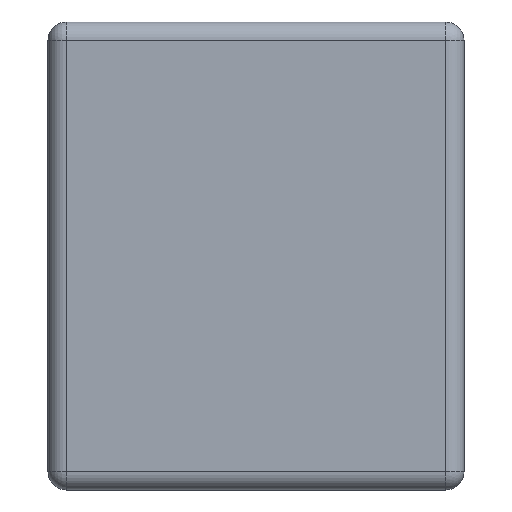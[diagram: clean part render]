
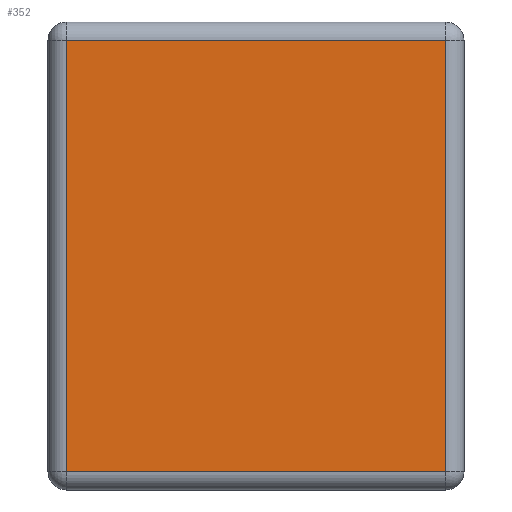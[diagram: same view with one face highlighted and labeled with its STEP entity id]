
A CAD part, left-side view. The second image highlights one B-rep face of the part: STEP entity #352.
In plain terms, the highlighted planar face has unit normal (-1, 0, 0).
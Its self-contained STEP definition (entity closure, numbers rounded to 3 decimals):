
#7 = DIRECTION ( 'NONE',  ( 0., 0., -1. ) ) ;
#90 = DIRECTION ( 'NONE',  ( 1., 0., 0. ) ) ;
#115 = EDGE_CURVE ( 'NONE', #701, #653, #561, .T. ) ;
#124 = CARTESIAN_POINT ( 'NONE',  ( -0.8, 0.365, 0.9 ) ) ;
#133 = LINE ( 'NONE', #977, #481 ) ;
#283 = EDGE_LOOP ( 'NONE', ( #973, #381, #1250, #1235 ) ) ;
#352 = ADVANCED_FACE ( 'NONE', ( #499 ), #405, .F. ) ;
#357 = AXIS2_PLACEMENT_3D ( 'NONE', #1371, #90, #815 ) ;
#381 = ORIENTED_EDGE ( 'NONE', *, *, #517, .T. ) ;
#405 = PLANE ( 'NONE',  #357 ) ;
#427 = CARTESIAN_POINT ( 'NONE',  ( -0.8, -0.365, 0.035 ) ) ;
#445 = DIRECTION ( 'NONE',  ( 0., -1., 0. ) ) ;
#481 = VECTOR ( 'NONE', #445, 1000. ) ;
#499 = FACE_OUTER_BOUND ( 'NONE', #283, .T. ) ;
#517 = EDGE_CURVE ( 'NONE', #943, #701, #133, .T. ) ;
#561 = LINE ( 'NONE', #1214, #971 ) ;
#591 = VECTOR ( 'NONE', #1078, 1000. ) ;
#652 = CARTESIAN_POINT ( 'NONE',  ( -0.8, -0.4, 0.865 ) ) ;
#653 = VERTEX_POINT ( 'NONE', #1050 ) ;
#700 = EDGE_CURVE ( 'NONE', #653, #897, #830, .T. ) ;
#701 = VERTEX_POINT ( 'NONE', #427 ) ;
#790 = CARTESIAN_POINT ( 'NONE',  ( -0.8, 0.365, 0.865 ) ) ;
#815 = DIRECTION ( 'NONE',  ( 0., 0., -1. ) ) ;
#830 = LINE ( 'NONE', #652, #591 ) ;
#841 = VECTOR ( 'NONE', #7, 1000. ) ;
#897 = VERTEX_POINT ( 'NONE', #790 ) ;
#918 = CARTESIAN_POINT ( 'NONE',  ( -0.8, 0.365, 0.035 ) ) ;
#943 = VERTEX_POINT ( 'NONE', #918 ) ;
#954 = LINE ( 'NONE', #124, #841 ) ;
#971 = VECTOR ( 'NONE', #1346, 1000. ) ;
#973 = ORIENTED_EDGE ( 'NONE', *, *, #1145, .T. ) ;
#977 = CARTESIAN_POINT ( 'NONE',  ( -0.8, -0.4, 0.035 ) ) ;
#1050 = CARTESIAN_POINT ( 'NONE',  ( -0.8, -0.365, 0.865 ) ) ;
#1078 = DIRECTION ( 'NONE',  ( 0., 1., 0. ) ) ;
#1145 = EDGE_CURVE ( 'NONE', #897, #943, #954, .T. ) ;
#1214 = CARTESIAN_POINT ( 'NONE',  ( -0.8, -0.365, 0.9 ) ) ;
#1235 = ORIENTED_EDGE ( 'NONE', *, *, #700, .T. ) ;
#1250 = ORIENTED_EDGE ( 'NONE', *, *, #115, .T. ) ;
#1346 = DIRECTION ( 'NONE',  ( 0., 0., 1. ) ) ;
#1371 = CARTESIAN_POINT ( 'NONE',  ( -0.8, -0.4, 0.9 ) ) ;
